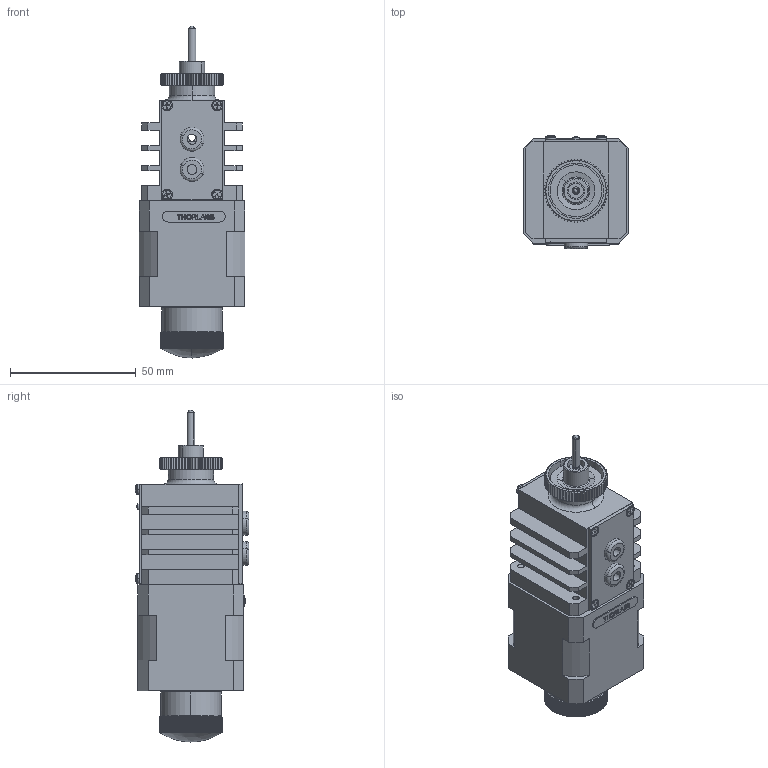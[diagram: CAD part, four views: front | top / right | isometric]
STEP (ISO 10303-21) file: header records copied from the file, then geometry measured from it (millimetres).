
FILE_DESCRIPTION (( 'STEP AP214' ), '1' );
FILE_NAME ('10871-E0W.step', '2007-10-25T00:17:05', ( ' ' ), ( ' ' ), 'SwSTEP 2.0', 'SolidWorks 2007', '' );
FILE_SCHEMA (( 'AUTOMOTIVE_DESIGN' ));
Length unit declared in the file: inch
Products named in the file (1): 10871-E0W
Bounding box: 42 x 45.04 x 131.89 mm (x, y, z)
Surface area: 27948.4 mm2 (no closed solid volume)
Topology: 0 solids, 44 shells, 1417 faces, 5031 edges, 3521 vertices
Faces by surface type: plane 922, cylinder 347, cone 110, torus 24, sphere 14
Entity records: 74931 total; most frequent: CARTESIAN_POINT 14715, ORIENTED_EDGE 8700, DIRECTION 8385, EDGE_CURVE 5026, VERTEX_POINT 3518, AXIS2_PLACEMENT_3D 3104, VECTOR 2177, LINE 2177
